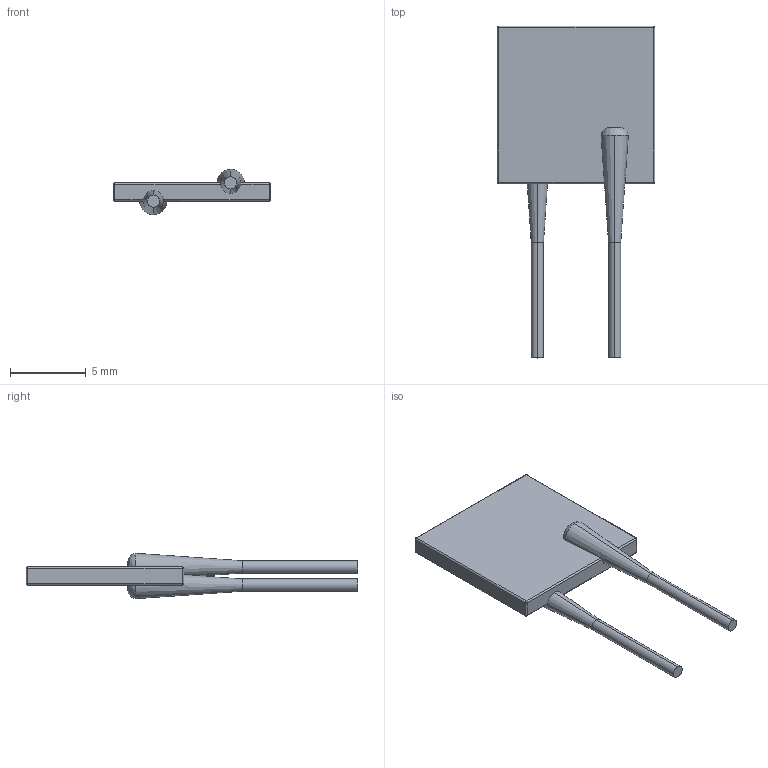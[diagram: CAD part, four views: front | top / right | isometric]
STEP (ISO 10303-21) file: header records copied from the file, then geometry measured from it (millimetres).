
FILE_DESCRIPTION((''),'2;1');
FILE_NAME('MF-RG500','2012-10-23T',('ryans'),(''),'PRO/ENGINEER BY PARAMETRIC TECHNOLOGY CORPORATION, 2010100','PRO/ENGINEER BY PARAMETRIC TECHNOLOGY CORPORATION, 2010100','');
FILE_SCHEMA(('CONFIG_CONTROL_DESIGN'));
Length unit declared in the file: millimetre
Products named in the file (1): MF-RG500
Bounding box: 10.4 x 21.9 x 3 mm (x, y, z)
Volume: 152 mm3; surface area: 335.5 mm2
Topology: 1 solids, 1 shells, 42 faces, 92 edges, 52 vertices
Faces by surface type: cylinder 18, plane 10, sphere 8, cone 4, bspline 2
Entity records: 1246 total; most frequent: CARTESIAN_POINT 272, DIRECTION 214, ORIENTED_EDGE 184, EDGE_CURVE 92, AXIS2_PLACEMENT_3D 86, VERTEX_POINT 52, CIRCLE 46, VECTOR 42
